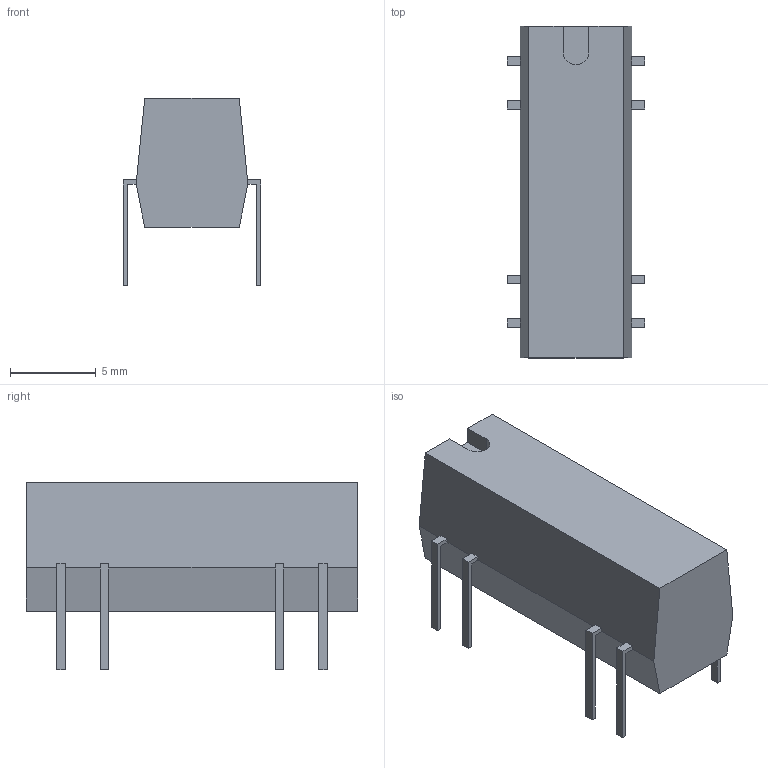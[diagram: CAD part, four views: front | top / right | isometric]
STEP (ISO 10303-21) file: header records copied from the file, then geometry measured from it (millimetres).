
FILE_DESCRIPTION(('FreeCAD Model'),'2;1');
FILE_NAME('Relay_StandexMeder_DIP_HighProfile.step','2018-01-09T14:24:47',( 'kicad StepUp'),('ksu MCAD'),'Open CASCADE STEP processor 6.8', 'FreeCAD','Unknown');
FILE_SCHEMA(('AUTOMOTIVE_DESIGN_CC2 { 1 2 10303 214 -1 1 5 4 }'));
Length unit declared in the file: millimetre
Products named in the file (1): Relay_StandexMeder_DIP_HighProfile
Bounding box: 8.02 x 19.3 x 10.9 mm (x, y, z)
Volume: 872 mm3; surface area: 678.6 mm2
Topology: 1 solids, 1 shells, 68 faces, 198 edges, 132 vertices
Faces by surface type: plane 67, cylinder 1
Entity records: 2693 total; most frequent: CARTESIAN_POINT 399, ORIENTED_EDGE 396, DIRECTION 338, EDGE_CURVE 198, LINE 196, VECTOR 196, VERTEX_POINT 132, AXIS2_PLACEMENT_3D 71
